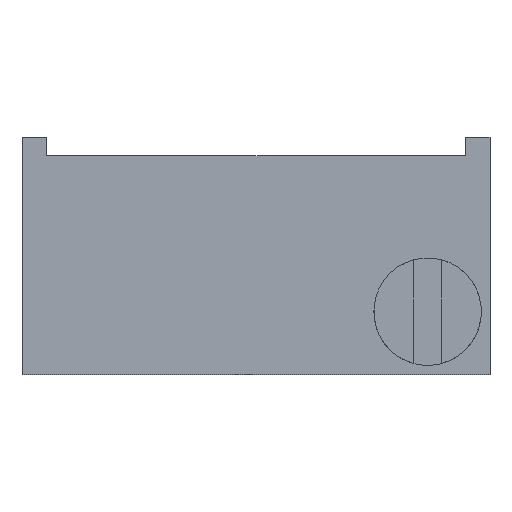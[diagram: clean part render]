
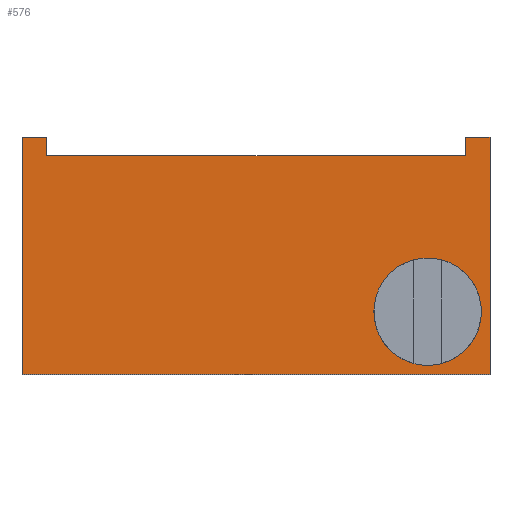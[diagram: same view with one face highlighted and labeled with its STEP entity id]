
A CAD part, top view. The second image highlights one B-rep face of the part: STEP entity #576.
In plain terms, the highlighted planar face has unit normal (0, 0, 1).
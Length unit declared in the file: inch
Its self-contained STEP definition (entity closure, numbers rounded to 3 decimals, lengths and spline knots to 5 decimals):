
#34=FACE_BOUND('',#98,.T.);
#38=CIRCLE('',#626,0.043);
#62=FACE_OUTER_BOUND('',#97,.T.);
#97=EDGE_LOOP('',(#464,#465,#466,#467,#468,#469,#470,#471));
#98=EDGE_LOOP('',(#472));
#125=LINE('',#831,#191);
#131=LINE('',#843,#197);
#151=LINE('',#890,#217);
#156=LINE('',#898,#222);
#161=LINE('',#906,#227);
#162=LINE('',#909,#228);
#166=LINE('',#917,#232);
#167=LINE('',#918,#233);
#191=VECTOR('',#665,0.33505);
#197=VECTOR('',#675,0.19);
#217=VECTOR('',#713,0.19);
#222=VECTOR('',#720,0.375);
#227=VECTOR('',#729,0.01997);
#228=VECTOR('',#732,0.01997);
#232=VECTOR('',#742,0.015);
#233=VECTOR('',#743,0.015);
#257=VERTEX_POINT('',#828);
#258=VERTEX_POINT('',#830);
#261=VERTEX_POINT('',#840);
#262=VERTEX_POINT('',#842);
#278=VERTEX_POINT('',#886);
#280=VERTEX_POINT('',#889);
#283=VERTEX_POINT('',#904);
#284=VERTEX_POINT('',#908);
#286=VERTEX_POINT('',#919);
#309=EDGE_CURVE('',#258,#257,#125,.T.);
#315=EDGE_CURVE('',#261,#262,#131,.T.);
#338=EDGE_CURVE('',#280,#278,#151,.T.);
#343=EDGE_CURVE('',#262,#278,#156,.T.);
#348=EDGE_CURVE('',#283,#261,#161,.T.);
#349=EDGE_CURVE('',#280,#284,#162,.T.);
#353=EDGE_CURVE('',#258,#283,#166,.T.);
#354=EDGE_CURVE('',#257,#284,#167,.T.);
#355=EDGE_CURVE('',#286,#286,#38,.T.);
#464=ORIENTED_EDGE('',*,*,#338,.T.);
#465=ORIENTED_EDGE('',*,*,#343,.F.);
#466=ORIENTED_EDGE('',*,*,#315,.F.);
#467=ORIENTED_EDGE('',*,*,#348,.F.);
#468=ORIENTED_EDGE('',*,*,#353,.F.);
#469=ORIENTED_EDGE('',*,*,#309,.T.);
#470=ORIENTED_EDGE('',*,*,#354,.T.);
#471=ORIENTED_EDGE('',*,*,#349,.F.);
#472=ORIENTED_EDGE('',*,*,#355,.F.);
#548=PLANE('',#625);
#576=ADVANCED_FACE('',(#62,#34),#548,.T.);
#625=AXIS2_PLACEMENT_3D('',#916,#740,#741);
#626=AXIS2_PLACEMENT_3D('',#920,#744,#745);
#665=DIRECTION('',(-1.,0.,0.));
#675=DIRECTION('',(0.,-1.,0.));
#713=DIRECTION('',(0.,-1.,0.));
#720=DIRECTION('',(-1.,0.,0.));
#729=DIRECTION('',(1.,0.,0.));
#732=DIRECTION('',(1.,0.,0.));
#740=DIRECTION('center_axis',(0.,0.,1.));
#741=DIRECTION('ref_axis',(-1.,0.,0.));
#742=DIRECTION('',(0.,1.,0.));
#743=DIRECTION('',(0.,1.,0.));
#744=DIRECTION('center_axis',(0.,0.,1.));
#745=DIRECTION('ref_axis',(0.,1.,0.));
#828=CARTESIAN_POINT('',(-0.16753,0.08,0.395));
#830=CARTESIAN_POINT('',(0.16753,0.08,0.395));
#831=CARTESIAN_POINT('',(0.16753,0.08,0.395));
#840=CARTESIAN_POINT('',(0.1875,0.095,0.395));
#842=CARTESIAN_POINT('',(0.1875,-0.095,0.395));
#843=CARTESIAN_POINT('',(0.1875,0.095,0.395));
#886=CARTESIAN_POINT('',(-0.1875,-0.095,0.395));
#889=CARTESIAN_POINT('',(-0.1875,0.095,0.395));
#890=CARTESIAN_POINT('',(-0.1875,0.095,0.395));
#898=CARTESIAN_POINT('',(0.1875,-0.095,0.395));
#904=CARTESIAN_POINT('',(0.16753,0.095,0.395));
#906=CARTESIAN_POINT('',(0.16753,0.095,0.395));
#908=CARTESIAN_POINT('',(-0.16753,0.095,0.395));
#909=CARTESIAN_POINT('',(-0.1875,0.095,0.395));
#916=CARTESIAN_POINT('Origin',(0.1875,0.08,0.395));
#917=CARTESIAN_POINT('',(0.16753,0.08,0.395));
#918=CARTESIAN_POINT('',(-0.16753,0.08,0.395));
#919=CARTESIAN_POINT('',(0.1375,-0.088,0.395));
#920=CARTESIAN_POINT('Origin',(0.1375,-0.045,0.395));
